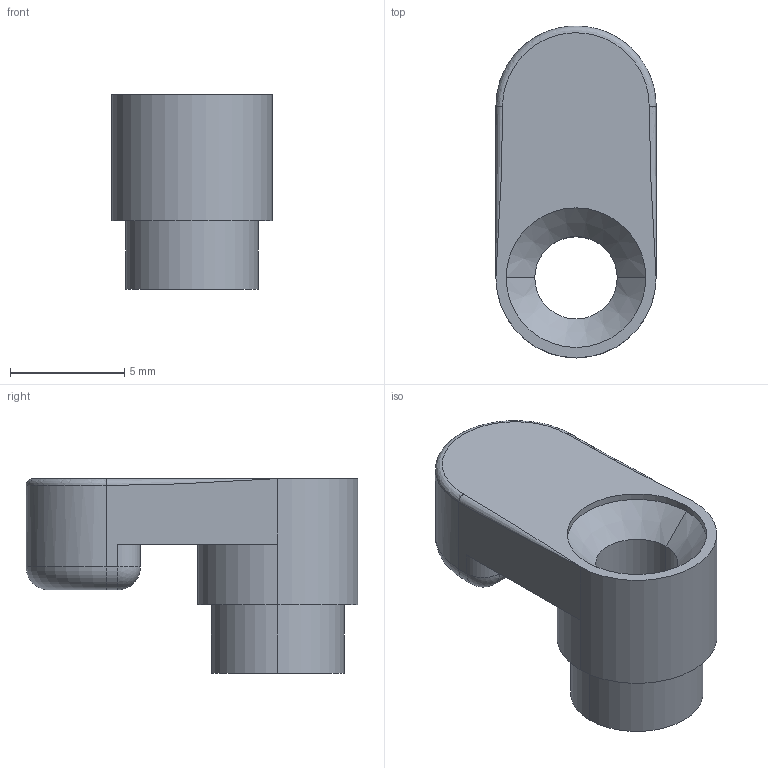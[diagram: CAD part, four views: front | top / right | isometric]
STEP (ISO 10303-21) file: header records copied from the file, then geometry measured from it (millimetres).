
FILE_DESCRIPTION (( 'STEP AP203' ), '1' );
FILE_NAME ('bed hold down for molded rubber corner slot 2.1.STEP', '2016-05-17T13:20:56', ( '' ), ( '' ), 'SwSTEP 2.0', 'SolidWorks 2013', '' );
FILE_SCHEMA (( 'CONFIG_CONTROL_DESIGN' ));
Length unit declared in the file: millimetre
Products named in the file (1): bed hold down for molded rubber corner slot 2.1
Bounding box: 7 x 14.5 x 8.51 mm (x, y, z)
Volume: 392.5 mm3; surface area: 501.2 mm2
Topology: 1 solids, 1 shells, 30 faces, 67 edges, 36 vertices
Faces by surface type: cylinder 14, plane 8, bspline 3, cone 2, sphere 2, torus 1
Entity records: 967 total; most frequent: CARTESIAN_POINT 255, DIRECTION 139, ORIENTED_EDGE 126, EDGE_CURVE 63, AXIS2_PLACEMENT_3D 56, VERTEX_POINT 36, EDGE_LOOP 33, FACE_OUTER_BOUND 30
